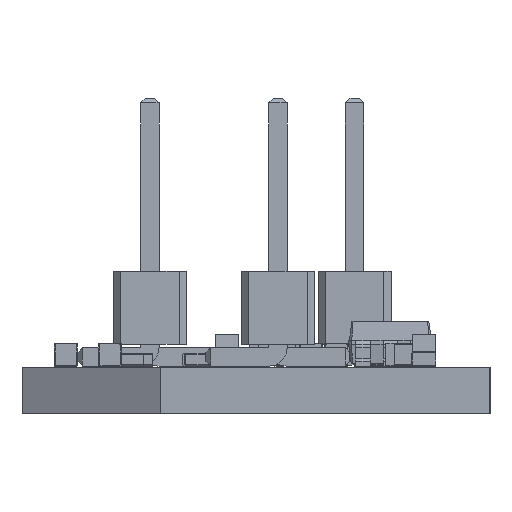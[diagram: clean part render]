
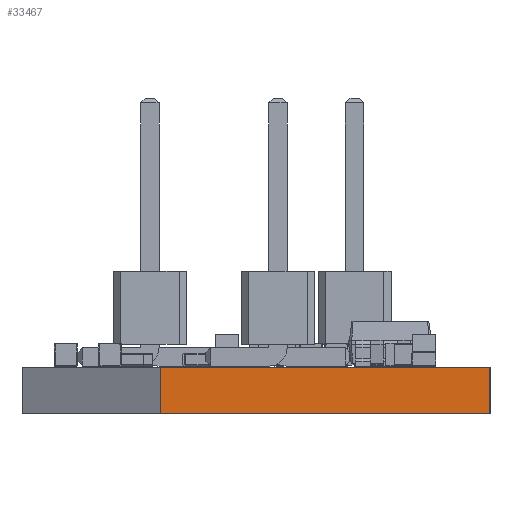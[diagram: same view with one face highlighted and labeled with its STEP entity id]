
A CAD part, left-side view. The second image highlights one B-rep face of the part: STEP entity #33467.
In plain terms, the highlighted planar face has unit normal (-1, 0, 0).
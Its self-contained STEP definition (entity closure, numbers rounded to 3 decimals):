
#33362 = PLANE('',#33363);
#33363 = AXIS2_PLACEMENT_3D('',#33364,#33365,#33366);
#33364 = CARTESIAN_POINT('',(111.252,-60.706,0.));
#33365 = DIRECTION('',(0.,-1.,0.));
#33366 = DIRECTION('',(-1.,0.,0.));
#33387 = VERTEX_POINT('',#33388);
#33388 = CARTESIAN_POINT('',(94.742,-60.706,1.6));
#33402 = PLANE('',#33403);
#33403 = AXIS2_PLACEMENT_3D('',#33404,#33405,#33406);
#33404 = CARTESIAN_POINT('',(159.184,-64.28,1.6));
#33405 = DIRECTION('',(0.,0.,1.));
#33406 = DIRECTION('',(1.,0.,-0.));
#33414 = EDGE_CURVE('',#33415,#33387,#33417,.T.);
#33415 = VERTEX_POINT('',#33416);
#33416 = CARTESIAN_POINT('',(94.742,-60.706,0.));
#33417 = SURFACE_CURVE('',#33418,(#33422,#33429),.PCURVE_S1.);
#33418 = LINE('',#33419,#33420);
#33419 = CARTESIAN_POINT('',(94.742,-60.706,0.));
#33420 = VECTOR('',#33421,1.);
#33421 = DIRECTION('',(0.,0.,1.));
#33422 = PCURVE('',#33362,#33423);
#33423 = DEFINITIONAL_REPRESENTATION('',(#33424),#33428);
#33424 = LINE('',#33425,#33426);
#33425 = CARTESIAN_POINT('',(16.51,0.));
#33426 = VECTOR('',#33427,1.);
#33427 = DIRECTION('',(0.,-1.));
#33428 = ( GEOMETRIC_REPRESENTATION_CONTEXT(2) 
PARAMETRIC_REPRESENTATION_CONTEXT() REPRESENTATION_CONTEXT('2D SPACE',''
  ) );
#33429 = PCURVE('',#33430,#33435);
#33430 = PLANE('',#33431);
#33431 = AXIS2_PLACEMENT_3D('',#33432,#33433,#33434);
#33432 = CARTESIAN_POINT('',(94.742,-60.706,0.));
#33433 = DIRECTION('',(1.,0.,-0.));
#33434 = DIRECTION('',(0.,-1.,0.));
#33435 = DEFINITIONAL_REPRESENTATION('',(#33436),#33440);
#33436 = LINE('',#33437,#33438);
#33437 = CARTESIAN_POINT('',(0.,0.));
#33438 = VECTOR('',#33439,1.);
#33439 = DIRECTION('',(0.,-1.));
#33440 = ( GEOMETRIC_REPRESENTATION_CONTEXT(2) 
PARAMETRIC_REPRESENTATION_CONTEXT() REPRESENTATION_CONTEXT('2D SPACE',''
  ) );
#33456 = PLANE('',#33457);
#33457 = AXIS2_PLACEMENT_3D('',#33458,#33459,#33460);
#33458 = CARTESIAN_POINT('',(159.184,-64.28,0.));
#33459 = DIRECTION('',(0.,0.,1.));
#33460 = DIRECTION('',(1.,0.,-0.));
#33467 = ADVANCED_FACE('',(#33468),#33430,.F.);
#33468 = FACE_BOUND('',#33469,.F.);
#33469 = EDGE_LOOP('',(#33470,#33471,#33494,#33522));
#33470 = ORIENTED_EDGE('',*,*,#33414,.T.);
#33471 = ORIENTED_EDGE('',*,*,#33472,.T.);
#33472 = EDGE_CURVE('',#33387,#33473,#33475,.T.);
#33473 = VERTEX_POINT('',#33474);
#33474 = CARTESIAN_POINT('',(94.742,-72.136,1.6));
#33475 = SURFACE_CURVE('',#33476,(#33480,#33487),.PCURVE_S1.);
#33476 = LINE('',#33477,#33478);
#33477 = CARTESIAN_POINT('',(94.742,-60.706,1.6));
#33478 = VECTOR('',#33479,1.);
#33479 = DIRECTION('',(0.,-1.,0.));
#33480 = PCURVE('',#33430,#33481);
#33481 = DEFINITIONAL_REPRESENTATION('',(#33482),#33486);
#33482 = LINE('',#33483,#33484);
#33483 = CARTESIAN_POINT('',(0.,-1.6));
#33484 = VECTOR('',#33485,1.);
#33485 = DIRECTION('',(1.,0.));
#33486 = ( GEOMETRIC_REPRESENTATION_CONTEXT(2) 
PARAMETRIC_REPRESENTATION_CONTEXT() REPRESENTATION_CONTEXT('2D SPACE',''
  ) );
#33487 = PCURVE('',#33402,#33488);
#33488 = DEFINITIONAL_REPRESENTATION('',(#33489),#33493);
#33489 = LINE('',#33490,#33491);
#33490 = CARTESIAN_POINT('',(-64.442,3.574));
#33491 = VECTOR('',#33492,1.);
#33492 = DIRECTION('',(0.,-1.));
#33493 = ( GEOMETRIC_REPRESENTATION_CONTEXT(2) 
PARAMETRIC_REPRESENTATION_CONTEXT() REPRESENTATION_CONTEXT('2D SPACE',''
  ) );
#33494 = ORIENTED_EDGE('',*,*,#33495,.F.);
#33495 = EDGE_CURVE('',#33496,#33473,#33498,.T.);
#33496 = VERTEX_POINT('',#33497);
#33497 = CARTESIAN_POINT('',(94.742,-72.136,0.));
#33498 = SURFACE_CURVE('',#33499,(#33503,#33510),.PCURVE_S1.);
#33499 = LINE('',#33500,#33501);
#33500 = CARTESIAN_POINT('',(94.742,-72.136,0.));
#33501 = VECTOR('',#33502,1.);
#33502 = DIRECTION('',(0.,0.,1.));
#33503 = PCURVE('',#33430,#33504);
#33504 = DEFINITIONAL_REPRESENTATION('',(#33505),#33509);
#33505 = LINE('',#33506,#33507);
#33506 = CARTESIAN_POINT('',(11.43,0.));
#33507 = VECTOR('',#33508,1.);
#33508 = DIRECTION('',(0.,-1.));
#33509 = ( GEOMETRIC_REPRESENTATION_CONTEXT(2) 
PARAMETRIC_REPRESENTATION_CONTEXT() REPRESENTATION_CONTEXT('2D SPACE',''
  ) );
#33510 = PCURVE('',#33511,#33516);
#33511 = PLANE('',#33512);
#33512 = AXIS2_PLACEMENT_3D('',#33513,#33514,#33515);
#33513 = CARTESIAN_POINT('',(94.742,-72.136,0.));
#33514 = DIRECTION('',(0.,1.,0.));
#33515 = DIRECTION('',(1.,0.,0.));
#33516 = DEFINITIONAL_REPRESENTATION('',(#33517),#33521);
#33517 = LINE('',#33518,#33519);
#33518 = CARTESIAN_POINT('',(0.,0.));
#33519 = VECTOR('',#33520,1.);
#33520 = DIRECTION('',(0.,-1.));
#33521 = ( GEOMETRIC_REPRESENTATION_CONTEXT(2) 
PARAMETRIC_REPRESENTATION_CONTEXT() REPRESENTATION_CONTEXT('2D SPACE',''
  ) );
#33522 = ORIENTED_EDGE('',*,*,#33523,.F.);
#33523 = EDGE_CURVE('',#33415,#33496,#33524,.T.);
#33524 = SURFACE_CURVE('',#33525,(#33529,#33536),.PCURVE_S1.);
#33525 = LINE('',#33526,#33527);
#33526 = CARTESIAN_POINT('',(94.742,-60.706,0.));
#33527 = VECTOR('',#33528,1.);
#33528 = DIRECTION('',(0.,-1.,0.));
#33529 = PCURVE('',#33430,#33530);
#33530 = DEFINITIONAL_REPRESENTATION('',(#33531),#33535);
#33531 = LINE('',#33532,#33533);
#33532 = CARTESIAN_POINT('',(0.,0.));
#33533 = VECTOR('',#33534,1.);
#33534 = DIRECTION('',(1.,0.));
#33535 = ( GEOMETRIC_REPRESENTATION_CONTEXT(2) 
PARAMETRIC_REPRESENTATION_CONTEXT() REPRESENTATION_CONTEXT('2D SPACE',''
  ) );
#33536 = PCURVE('',#33456,#33537);
#33537 = DEFINITIONAL_REPRESENTATION('',(#33538),#33542);
#33538 = LINE('',#33539,#33540);
#33539 = CARTESIAN_POINT('',(-64.442,3.574));
#33540 = VECTOR('',#33541,1.);
#33541 = DIRECTION('',(0.,-1.));
#33542 = ( GEOMETRIC_REPRESENTATION_CONTEXT(2) 
PARAMETRIC_REPRESENTATION_CONTEXT() REPRESENTATION_CONTEXT('2D SPACE',''
  ) );
